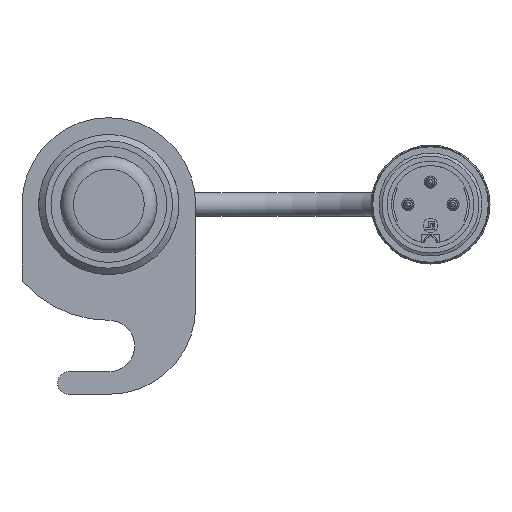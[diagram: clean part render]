
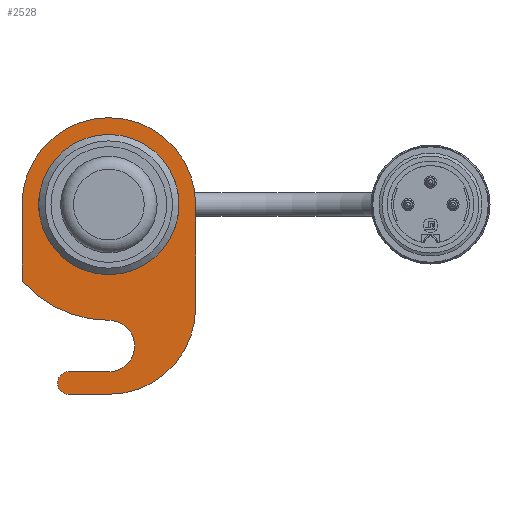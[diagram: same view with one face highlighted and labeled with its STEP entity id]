
A CAD part, left-side view. The second image highlights one B-rep face of the part: STEP entity #2528.
In plain terms, the highlighted planar face has unit normal (-1, 0, 0).
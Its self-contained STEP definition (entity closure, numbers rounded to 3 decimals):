
#106=FACE_BOUND('',#788,.T.);
#190=LINE('',#8105,#350);
#195=LINE('',#8118,#355);
#198=LINE('',#8126,#358);
#201=LINE('',#8134,#361);
#350=VECTOR('',#3039,10.);
#355=VECTOR('',#3054,10.);
#358=VECTOR('',#3063,10.);
#361=VECTOR('',#3072,10.);
#516=PLANE('',#2731);
#613=FACE_OUTER_BOUND('',#787,.T.);
#787=EDGE_LOOP('',(#1775,#1776,#1777,#1778,#1779,#1780,#1781,#1782,#1783));
#788=EDGE_LOOP('',(#1784));
#1038=CIRCLE('',#2714,10.9);
#1040=CIRCLE('',#2719,18.);
#1041=CIRCLE('',#2721,4.);
#1042=CIRCLE('',#2724,1.75);
#1043=CIRCLE('',#2727,13.5);
#1044=CIRCLE('',#2730,13.5);
#1181=VERTEX_POINT('',#8097);
#1183=VERTEX_POINT('',#8103);
#1184=VERTEX_POINT('',#8104);
#1185=VERTEX_POINT('',#8109);
#1186=VERTEX_POINT('',#8113);
#1187=VERTEX_POINT('',#8117);
#1188=VERTEX_POINT('',#8121);
#1189=VERTEX_POINT('',#8125);
#1190=VERTEX_POINT('',#8129);
#1191=VERTEX_POINT('',#8133);
#1415=EDGE_CURVE('',#1181,#1181,#1038,.T.);
#1417=EDGE_CURVE('',#1183,#1184,#190,.T.);
#1420=EDGE_CURVE('',#1185,#1183,#1040,.T.);
#1422=EDGE_CURVE('',#1186,#1185,#1041,.T.);
#1424=EDGE_CURVE('',#1187,#1186,#195,.T.);
#1426=EDGE_CURVE('',#1188,#1187,#1042,.T.);
#1428=EDGE_CURVE('',#1189,#1188,#198,.T.);
#1430=EDGE_CURVE('',#1190,#1189,#1043,.T.);
#1432=EDGE_CURVE('',#1191,#1190,#201,.T.);
#1434=EDGE_CURVE('',#1184,#1191,#1044,.T.);
#1775=ORIENTED_EDGE('',*,*,#1434,.F.);
#1776=ORIENTED_EDGE('',*,*,#1417,.F.);
#1777=ORIENTED_EDGE('',*,*,#1420,.F.);
#1778=ORIENTED_EDGE('',*,*,#1422,.F.);
#1779=ORIENTED_EDGE('',*,*,#1424,.F.);
#1780=ORIENTED_EDGE('',*,*,#1426,.F.);
#1781=ORIENTED_EDGE('',*,*,#1428,.F.);
#1782=ORIENTED_EDGE('',*,*,#1430,.F.);
#1783=ORIENTED_EDGE('',*,*,#1432,.F.);
#1784=ORIENTED_EDGE('',*,*,#1415,.T.);
#2528=ADVANCED_FACE('',(#613,#106),#516,.T.);
#2714=AXIS2_PLACEMENT_3D('',#8098,#3031,#3032);
#2719=AXIS2_PLACEMENT_3D('',#8110,#3044,#3045);
#2721=AXIS2_PLACEMENT_3D('',#8114,#3049,#3050);
#2724=AXIS2_PLACEMENT_3D('',#8122,#3058,#3059);
#2727=AXIS2_PLACEMENT_3D('',#8130,#3067,#3068);
#2730=AXIS2_PLACEMENT_3D('',#8137,#3076,#3077);
#2731=AXIS2_PLACEMENT_3D('',#8138,#3078,#3079);
#3031=DIRECTION('center_axis',(1.,0.,0.));
#3032=DIRECTION('ref_axis',(0.,-1.,0.));
#3039=DIRECTION('',(0.,0.,1.));
#3044=DIRECTION('center_axis',(1.,0.,0.));
#3045=DIRECTION('ref_axis',(0.,-0.75,0.661));
#3049=DIRECTION('center_axis',(-1.,0.,0.));
#3050=DIRECTION('ref_axis',(0.,0.,
-1.));
#3054=DIRECTION('',(0.,-1.,0.));
#3058=DIRECTION('center_axis',(1.,0.,0.));
#3059=DIRECTION('ref_axis',(0.,-1.,0.));
#3063=DIRECTION('',(0.,1.,0.));
#3067=DIRECTION('center_axis',(1.,0.,0.));
#3068=DIRECTION('ref_axis',(0.,0.,
1.));
#3072=DIRECTION('',(0.,0.,-1.));
#3076=DIRECTION('center_axis',(1.,0.,0.));
#3077=DIRECTION('ref_axis',(0.,1.,0.));
#3078=DIRECTION('center_axis',(-1.,0.,0.));
#3079=DIRECTION('ref_axis',(0.,-1.,0.));
#8097=CARTESIAN_POINT('',(101.,10.9,0.));
#8098=CARTESIAN_POINT('Origin',(101.,0.,0.));
#8103=CARTESIAN_POINT('',(101.,13.5,-11.906));
#8104=CARTESIAN_POINT('',(101.,13.5,0.));
#8105=CARTESIAN_POINT('',(101.,13.5,-11.906));
#8109=CARTESIAN_POINT('',(101.,0.,-18.));
#8110=CARTESIAN_POINT('Origin',(101.,0.,0.));
#8113=CARTESIAN_POINT('',(101.,0.,-26.));
#8114=CARTESIAN_POINT('Origin',(101.,0.,-22.));
#8117=CARTESIAN_POINT('',(101.,6.25,-26.));
#8118=CARTESIAN_POINT('',(101.,6.25,-26.));
#8121=CARTESIAN_POINT('',(101.,6.25,-29.5));
#8122=CARTESIAN_POINT('Origin',(101.,6.25,-27.75));
#8125=CARTESIAN_POINT('',(101.,0.,-29.5));
#8126=CARTESIAN_POINT('',(101.,0.,-29.5));
#8129=CARTESIAN_POINT('',(101.,-13.5,-16.));
#8130=CARTESIAN_POINT('Origin',(101.,0.,-16.));
#8133=CARTESIAN_POINT('',(101.,-13.5,0.));
#8134=CARTESIAN_POINT('',(101.,-13.5,0.));
#8137=CARTESIAN_POINT('Origin',(101.,0.,0.));
#8138=CARTESIAN_POINT('Origin',(101.,-0.568,-10.322));
